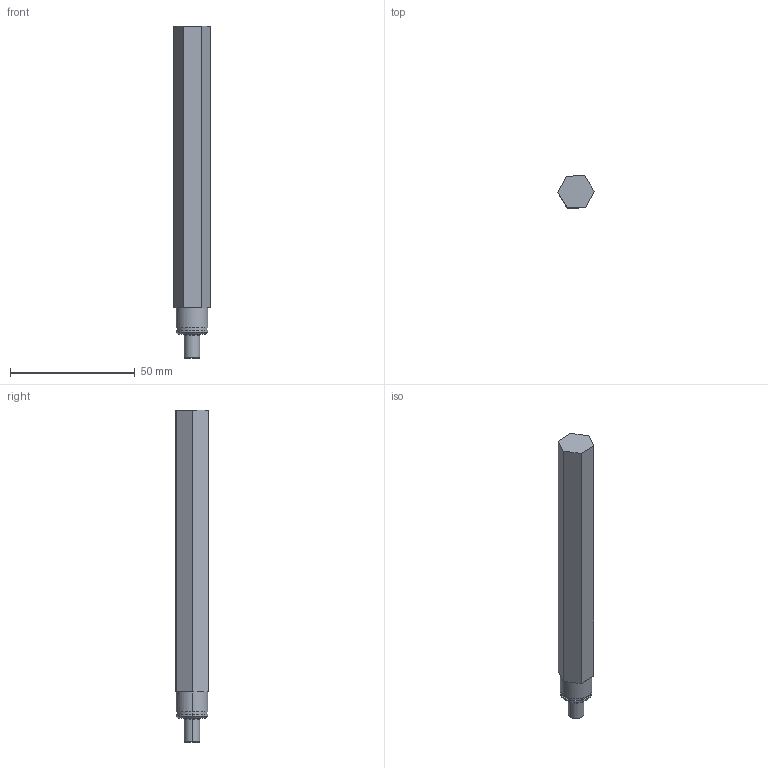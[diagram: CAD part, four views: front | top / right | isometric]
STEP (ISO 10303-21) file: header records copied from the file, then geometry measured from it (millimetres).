
FILE_DESCRIPTION (( 'STEP AP214' ), '1' );
FILE_NAME ('am-2365 Worm Shaft for RAW Box.STEP', '2014-08-21T21:04:53', ( '' ), ( '' ), 'SwSTEP 2.0', 'SolidWorks 2014', '' );
FILE_SCHEMA (( 'AUTOMOTIVE_DESIGN' ));
Length unit declared in the file: inch
Products named in the file (1): am-2365 Worm Shaft for RAW Box
Bounding box: 14.66 x 12.92 x 133.15 mm (x, y, z)
Volume: 17404.9 mm3; surface area: 5868 mm2
Topology: 1 solids, 1 shells, 31 faces, 66 edges, 40 vertices
Faces by surface type: plane 17, cylinder 8, cone 4, torus 2
Entity records: 874 total; most frequent: DIRECTION 160, CARTESIAN_POINT 138, ORIENTED_EDGE 132, EDGE_CURVE 66, AXIS2_PLACEMENT_3D 62, VERTEX_POINT 40, VECTOR 36, LINE 36
